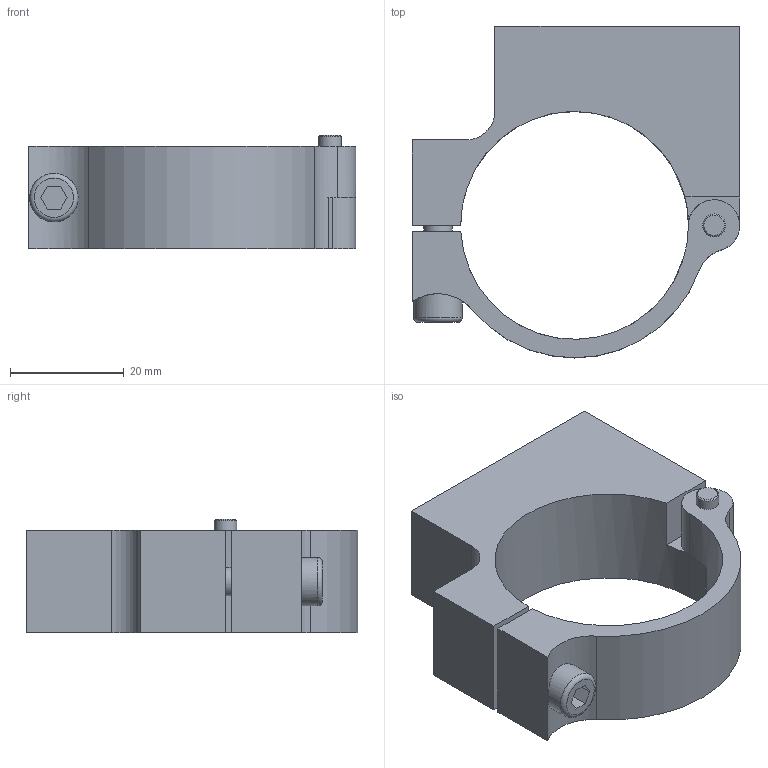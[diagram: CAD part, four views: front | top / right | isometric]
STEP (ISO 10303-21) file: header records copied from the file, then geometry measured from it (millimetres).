
FILE_DESCRIPTION(/* description */ (''),/* implementation_level */ '2;1');
FILE_NAME(/* name */ '502843_Klemmung_Ecopen600_700_Vereinfachen_1.stp',/* time_stamp */ '2023-03-06T10:51:15+01:00',/* author */ ('glueck'),/* organization */ (''),/* preprocessor_version */ 'ST-DEVELOPER v19.2',/* originating_system */ 'Autodesk Inventor 2023',/* authorisation */ '');
FILE_SCHEMA (('AUTOMOTIVE_DESIGN { 1 0 10303 214 3 1 1 }'));
Length unit declared in the file: millimetre
Products named in the file (1): 502843_Klemmung_Ecopen600_700_Vereinfachen_1
Bounding box: 57.5 x 58.25 x 20 mm (x, y, z)
Volume: 25574.5 mm3; surface area: 9496.6 mm2
Topology: 1 solids, 1 shells, 40 faces, 101 edges, 66 vertices
Faces by surface type: plane 27, cylinder 11, cone 1, torus 1
Full cylindrical faces by diameter (mm): 4 x1, 5 x1, 8.5 x1
Entity records: 1350 total; most frequent: CARTESIAN_POINT 248, DIRECTION 209, ORIENTED_EDGE 202, EDGE_CURVE 101, AXIS2_PLACEMENT_3D 70, LINE 69, VECTOR 69, VERTEX_POINT 66
